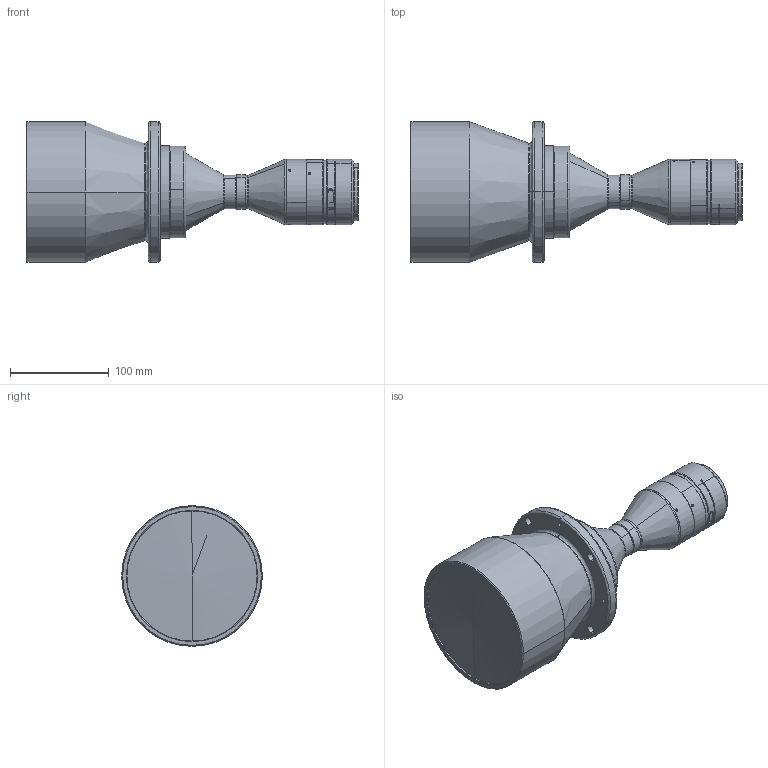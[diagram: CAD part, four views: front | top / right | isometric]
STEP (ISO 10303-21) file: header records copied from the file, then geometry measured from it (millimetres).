
FILE_DESCRIPTION (( 'STEP AP203' ), '1' );
FILE_NAME ('DTCM175-100H-M58-AL.STEP', '2020-11-13T06:00:39', ( '' ), ( '' ), 'SwSTEP 2.0', 'SolidWorks 2017', '' );
FILE_SCHEMA (( 'CONFIG_CONTROL_DESIGN' ));
Length unit declared in the file: millimetre
Products named in the file (1): DTCM175-100H-M58-AL
Bounding box: 335.47 x 142 x 142 mm (x, y, z)
Volume: 2459032.8 mm3; surface area: 136782.7 mm2
Topology: 1 solids, 1 shells, 147 faces, 363 edges, 233 vertices
Faces by surface type: cylinder 65, cone 43, plane 23, bspline 16
Entity records: 5581 total; most frequent: CARTESIAN_POINT 2012, DIRECTION 756, ORIENTED_EDGE 722, EDGE_CURVE 361, AXIS2_PLACEMENT_3D 317, VERTEX_POINT 233, CIRCLE 185, EDGE_LOOP 180
